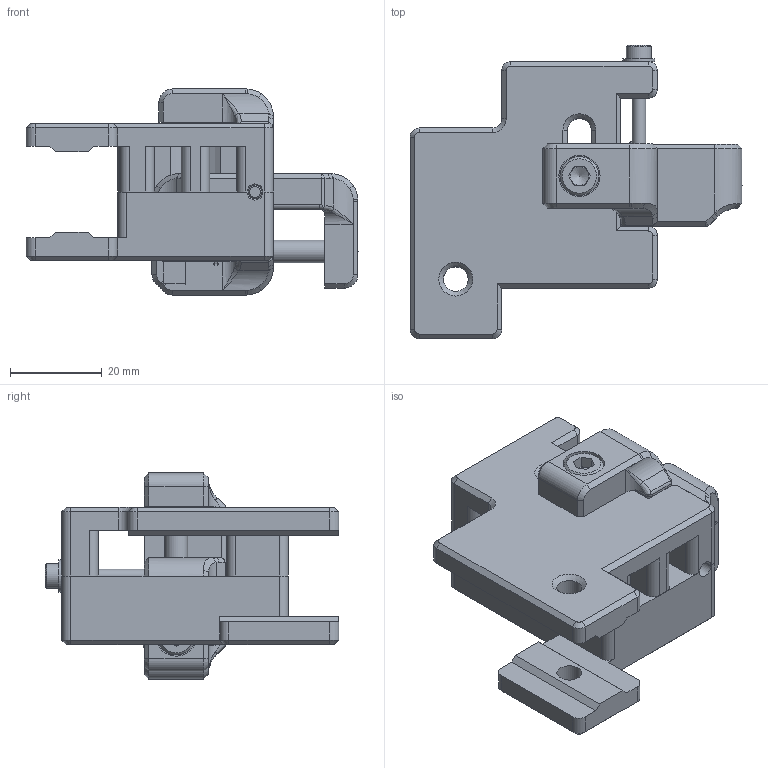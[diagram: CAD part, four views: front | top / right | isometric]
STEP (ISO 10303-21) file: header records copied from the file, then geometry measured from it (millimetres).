
FILE_DESCRIPTION(('FreeCAD Model'),'2;1');
FILE_NAME('Open CASCADE Shape Model','2023-02-10T14:39:11',(''),(''), 'Open CASCADE STEP processor 7.6','FreeCAD','Unknown');
FILE_SCHEMA(('AUTOMOTIVE_DESIGN { 1 0 10303 214 1 1 1 1 }'));
Length unit declared in the file: millimetre
Products named in the file (16): voron_legacy_simplified_front_idler_A_assembly; LCS_Origin; A_Top; Body001; A_Bottom; Body003; tensioner_A; M5x40 SHCS; M5 1mm Spacer; M3 Washer; F695 ZZ; M5 Hexnut; M3 Threaded Insert (1); Solid099; M3x40 SHCS; Tensioner A
Assembly tree (28 placements, depth 4):
  voron_legacy_simplified_front_idler_A_assembly
    LCS_Origin
    A_Top
      LCS_Origin  x2
      Body001
    A_Bottom
      LCS_Origin
      Body003
    tensioner_A
      LCS_Origin  x2
      M5x40 SHCS
      M5 1mm Spacer  x2
      M3 Washer
      F695 ZZ  x2
      M5 Hexnut
      M3 Threaded Insert (1)
      Solid099
      M3x40 SHCS
      Tensioner A
        M5x40 SHCS
        M5 Hexnut
        M3 Threaded Insert (1)
        Solid099
        M3x40 SHCS
        M3 Washer
Bounding box: 72.5 x 64.1 x 45 mm (x, y, z)
Volume: 60784.3 mm3; surface area: 28513.4 mm2
Topology: 18 solids, 18 shells, 748 faces, 1867 edges, 1177 vertices
Faces by surface type: plane 273, bspline 184, cylinder 172, cone 111, torus 8
Full cylindrical faces by diameter (mm): 2.9 x2, 3 x2, 3.2 x2, 3.5 x2, 4.2 x4, 4.25 x2, 4.6 x2, 4.7 x2, 5 x6, 5.3 x2, 5.4 x8, 5.5 x2, 6.5 x4, 7 x2, 8.5 x2, 9 x2, 10 x2, 11.5 x4, 13 x2, 15 x2
Entity records: 35469 total; most frequent: CARTESIAN_POINT 13634, DIRECTION 3385, ORIENTED_EDGE 2242, PCURVE 2242, DEFINITIONAL_REPRESENTATION 2242, LINE 1902, VECTOR 1902, EDGE_CURVE 1121
